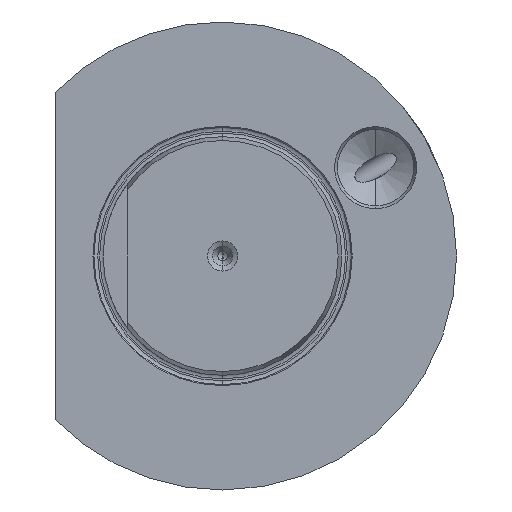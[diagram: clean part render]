
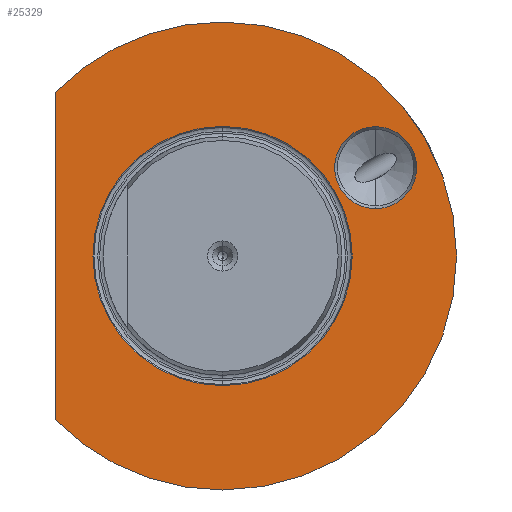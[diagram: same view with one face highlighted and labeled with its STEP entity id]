
A CAD part, left-side view. The second image highlights one B-rep face of the part: STEP entity #25329.
In plain terms, the highlighted planar face has unit normal (-1, 0, 0).
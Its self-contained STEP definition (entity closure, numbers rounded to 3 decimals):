
#389 = DIRECTION ( 'NONE',  ( 0., 0., 1. ) ) ;
#813 = EDGE_CURVE ( 'NONE', #10521, #13412, #27844, .T. ) ;
#947 = DIRECTION ( 'NONE',  ( 0., 0., -1. ) ) ;
#1130 = DIRECTION ( 'NONE',  ( -1., 0., 0. ) ) ;
#1760 = CIRCLE ( 'NONE', #2129, 8.577 ) ;
#1793 = DIRECTION ( 'NONE',  ( 0., 0., 1. ) ) ;
#1984 = VERTEX_POINT ( 'NONE', #8532 ) ;
#2129 = AXIS2_PLACEMENT_3D ( 'NONE', #15810, #1130, #18217 ) ;
#2184 = CARTESIAN_POINT ( 'NONE',  ( 0., -32.043, 18.5 ) ) ;
#3291 = PLANE ( 'NONE',  #29416 ) ;
#3435 = FACE_BOUND ( 'NONE', #27268, .T. ) ;
#3826 = CIRCLE ( 'NONE', #29858, 49. ) ;
#5019 = CARTESIAN_POINT ( 'NONE',  ( 0., 0., 0. ) ) ;
#5224 = EDGE_CURVE ( 'NONE', #14086, #27100, #6521, .T. ) ;
#5413 = EDGE_CURVE ( 'NONE', #8749, #23137, #28512, .T. ) ;
#6521 = CIRCLE ( 'NONE', #9981, 8.577 ) ;
#7156 = ORIENTED_EDGE ( 'NONE', *, *, #5224, .F. ) ;
#7477 = CIRCLE ( 'NONE', #21937, 27.15 ) ;
#7494 = DIRECTION ( 'NONE',  ( 0., 0., 1. ) ) ;
#7542 = ORIENTED_EDGE ( 'NONE', *, *, #15352, .F. ) ;
#8188 = DIRECTION ( 'NONE',  ( 0., 0., 1. ) ) ;
#8532 = CARTESIAN_POINT ( 'NONE',  ( 0., 0., -27.15 ) ) ;
#8749 = VERTEX_POINT ( 'NONE', #9815 ) ;
#9254 = DIRECTION ( 'NONE',  ( 0., 0., 1. ) ) ;
#9815 = CARTESIAN_POINT ( 'NONE',  ( 0., 35., -34.293 ) ) ;
#9900 = CARTESIAN_POINT ( 'NONE',  ( 0., 0., 0. ) ) ;
#9981 = AXIS2_PLACEMENT_3D ( 'NONE', #2184, #16129, #8188 ) ;
#10521 = VERTEX_POINT ( 'NONE', #15588 ) ;
#11455 = CARTESIAN_POINT ( 'NONE',  ( 0., 0., 49. ) ) ;
#12374 = DIRECTION ( 'NONE',  ( 0., 0., 1. ) ) ;
#13192 = ORIENTED_EDGE ( 'NONE', *, *, #17909, .F. ) ;
#13314 = ORIENTED_EDGE ( 'NONE', *, *, #20923, .F. ) ;
#13404 = AXIS2_PLACEMENT_3D ( 'NONE', #27409, #27818, #9254 ) ;
#13412 = VERTEX_POINT ( 'NONE', #11455 ) ;
#13694 = EDGE_LOOP ( 'NONE', ( #14876, #13978, #17868, #16363 ) ) ;
#13978 = ORIENTED_EDGE ( 'NONE', *, *, #813, .T. ) ;
#14086 = VERTEX_POINT ( 'NONE', #27038 ) ;
#14341 = VERTEX_POINT ( 'NONE', #16077 ) ;
#14876 = ORIENTED_EDGE ( 'NONE', *, *, #20221, .T. ) ;
#15073 = DIRECTION ( 'NONE',  ( -1., 0., 0. ) ) ;
#15352 = EDGE_CURVE ( 'NONE', #27100, #14086, #1760, .T. ) ;
#15588 = CARTESIAN_POINT ( 'NONE',  ( 0., 0., -49. ) ) ;
#15618 = DIRECTION ( 'NONE',  ( 1., 0., 0. ) ) ;
#15810 = CARTESIAN_POINT ( 'NONE',  ( 0., -32.043, 18.5 ) ) ;
#16077 = CARTESIAN_POINT ( 'NONE',  ( 0., 0., 27.15 ) ) ;
#16129 = DIRECTION ( 'NONE',  ( -1., 0., 0. ) ) ;
#16363 = ORIENTED_EDGE ( 'NONE', *, *, #5413, .F. ) ;
#16435 = DIRECTION ( 'NONE',  ( -1., 0., 0. ) ) ;
#16456 = FACE_BOUND ( 'NONE', #17871, .T. ) ;
#17378 = DIRECTION ( 'NONE',  ( 0., 0., 1. ) ) ;
#17868 = ORIENTED_EDGE ( 'NONE', *, *, #29244, .T. ) ;
#17871 = EDGE_LOOP ( 'NONE', ( #7156, #7542 ) ) ;
#17909 = EDGE_CURVE ( 'NONE', #1984, #14341, #26884, .T. ) ;
#18217 = DIRECTION ( 'NONE',  ( 0., 0., 1. ) ) ;
#18428 = CARTESIAN_POINT ( 'NONE',  ( 0., 35., -34.293 ) ) ;
#20221 = EDGE_CURVE ( 'NONE', #8749, #10521, #3826, .T. ) ;
#20923 = EDGE_CURVE ( 'NONE', #14341, #1984, #7477, .T. ) ;
#21042 = AXIS2_PLACEMENT_3D ( 'NONE', #9900, #26836, #12374 ) ;
#21937 = AXIS2_PLACEMENT_3D ( 'NONE', #29517, #15073, #389 ) ;
#22030 = DIRECTION ( 'NONE',  ( -1., 0., 0. ) ) ;
#22074 = FACE_OUTER_BOUND ( 'NONE', #13694, .T. ) ;
#23137 = VERTEX_POINT ( 'NONE', #29737 ) ;
#25329 = ADVANCED_FACE ( 'NONE', ( #16456, #22074, #3435 ), #3291, .F. ) ;
#26836 = DIRECTION ( 'NONE',  ( -1., 0., 0. ) ) ;
#26884 = CIRCLE ( 'NONE', #21042, 27.15 ) ;
#27038 = CARTESIAN_POINT ( 'NONE',  ( 0., -32.043, 27.077 ) ) ;
#27100 = VERTEX_POINT ( 'NONE', #29649 ) ;
#27268 = EDGE_LOOP ( 'NONE', ( #13314, #13192 ) ) ;
#27409 = CARTESIAN_POINT ( 'NONE',  ( 0., 0., 0. ) ) ;
#27731 = VECTOR ( 'NONE', #17378, 1000. ) ;
#27818 = DIRECTION ( 'NONE',  ( -1., 0., 0. ) ) ;
#27844 = CIRCLE ( 'NONE', #13404, 49. ) ;
#27922 = AXIS2_PLACEMENT_3D ( 'NONE', #30909, #16435, #1793 ) ;
#28512 = LINE ( 'NONE', #18428, #27731 ) ;
#29050 = CIRCLE ( 'NONE', #27922, 49. ) ;
#29244 = EDGE_CURVE ( 'NONE', #13412, #23137, #29050, .T. ) ;
#29416 = AXIS2_PLACEMENT_3D ( 'NONE', #30070, #15618, #947 ) ;
#29517 = CARTESIAN_POINT ( 'NONE',  ( 0., 0., 0. ) ) ;
#29649 = CARTESIAN_POINT ( 'NONE',  ( 0., -32.043, 9.923 ) ) ;
#29737 = CARTESIAN_POINT ( 'NONE',  ( 0., 35., 34.293 ) ) ;
#29858 = AXIS2_PLACEMENT_3D ( 'NONE', #5019, #22030, #7494 ) ;
#30070 = CARTESIAN_POINT ( 'NONE',  ( 0., 0., 0. ) ) ;
#30909 = CARTESIAN_POINT ( 'NONE',  ( 0., 0., 0. ) ) ;
